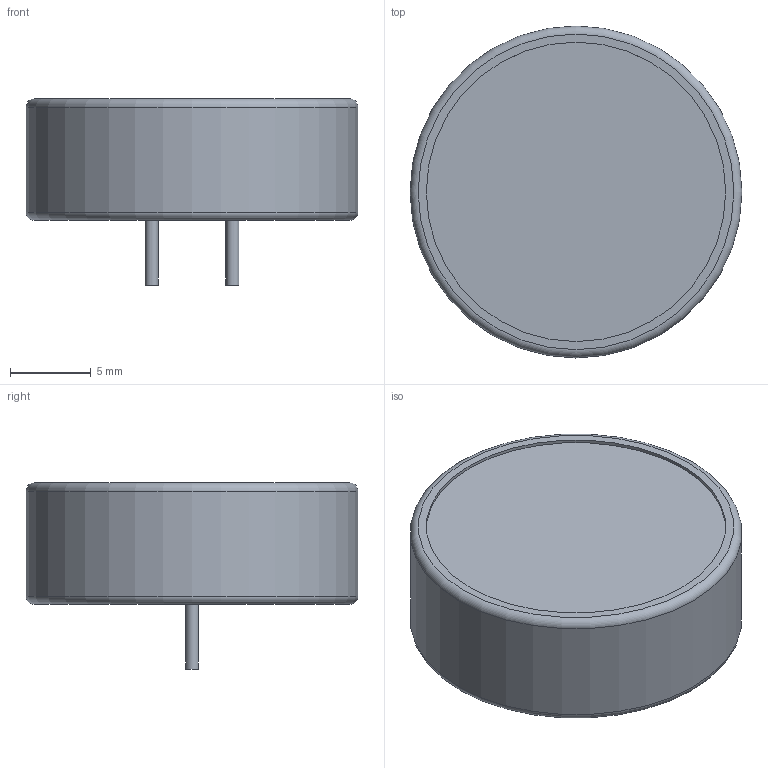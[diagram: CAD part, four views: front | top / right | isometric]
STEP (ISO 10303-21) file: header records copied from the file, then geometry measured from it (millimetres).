
FILE_DESCRIPTION( ( '' ), ' ' );
FILE_NAME( '5cbf398983f9ef15bea78bed.step', '2019-04-23T16:12:59', ( '' ), ( '' ), ' ', ' ', ' ' );
FILE_SCHEMA( ( 'AUTOMOTIVE_DESIGN { 1 0 10303 214 1 1 1 1 }' ) );
Length unit declared in the file: metre
Products named in the file (4): Part 4; Part 3; Part 2; Part 1
Bounding box: 20.5 x 20.5 x 11.5 mm (x, y, z)
Volume: 2418.9 mm3; surface area: 1709.9 mm2
Topology: 4 solids, 4 shells, 16 faces, 19 edges, 12 vertices
Faces by surface type: plane 9, cylinder 5, torus 2
Full cylindrical faces by diameter (mm): 0.8 x2, 18.5 x2, 20.5 x1
Entity records: 458 total; most frequent: DIRECTION 64, CARTESIAN_POINT 44, AXIS2_PLACEMENT_3D 32, EDGE_LOOP 24, ORIENTED_EDGE 24, FACE_OUTER_BOUND 23, STYLED_ITEM 16, PRESENTATION_STYLE_ASSIGNMENT 16
